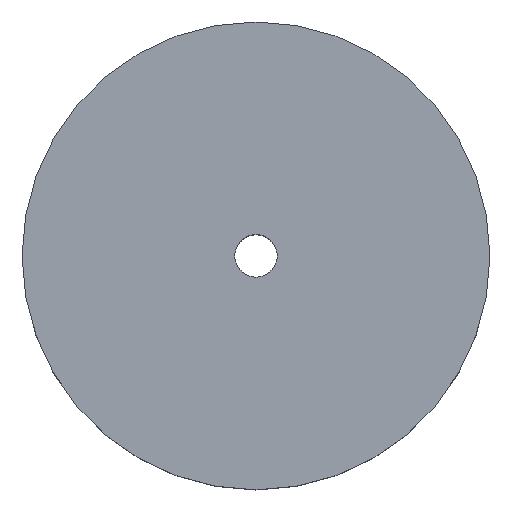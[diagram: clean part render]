
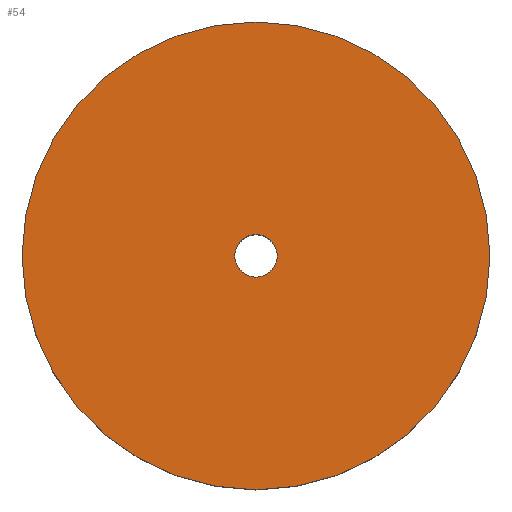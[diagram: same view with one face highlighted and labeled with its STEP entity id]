
A CAD part, top view. The second image highlights one B-rep face of the part: STEP entity #54.
In plain terms, the highlighted planar face has unit normal (0, 0, 1).
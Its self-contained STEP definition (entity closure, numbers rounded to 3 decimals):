
#2 = PLANE ( 'NONE',  #231 ) ;
#9 = CIRCLE ( 'NONE', #155, 110. ) ;
#15 = EDGE_CURVE ( 'NONE', #144, #139, #213, .T. ) ;
#18 = CARTESIAN_POINT ( 'NONE',  ( 0., 0., 50. ) ) ;
#20 = DIRECTION ( 'NONE',  ( 0., 0., 1. ) ) ;
#25 = DIRECTION ( 'NONE',  ( 0., 0., 1. ) ) ;
#34 = AXIS2_PLACEMENT_3D ( 'NONE', #105, #25, #64 ) ;
#39 = ORIENTED_EDGE ( 'NONE', *, *, #102, .T. ) ;
#43 = AXIS2_PLACEMENT_3D ( 'NONE', #62, #20, #198 ) ;
#46 = EDGE_CURVE ( 'NONE', #139, #144, #98, .T. ) ;
#47 = DIRECTION ( 'NONE',  ( 1., 0., 0. ) ) ;
#48 = ORIENTED_EDGE ( 'NONE', *, *, #46, .F. ) ;
#54 = ADVANCED_FACE ( 'NONE', ( #182, #69 ), #2, .T. ) ;
#59 = AXIS2_PLACEMENT_3D ( 'NONE', #163, #239, #146 ) ;
#60 = EDGE_LOOP ( 'NONE', ( #193, #39 ) ) ;
#62 = CARTESIAN_POINT ( 'NONE',  ( 0., 0., 50. ) ) ;
#64 = DIRECTION ( 'NONE',  ( 1., 0., 0. ) ) ;
#66 = VERTEX_POINT ( 'NONE', #220 ) ;
#69 = FACE_BOUND ( 'NONE', #199, .T. ) ;
#75 = ORIENTED_EDGE ( 'NONE', *, *, #15, .F. ) ;
#97 = DIRECTION ( 'NONE',  ( 1., 0., 0. ) ) ;
#98 = CIRCLE ( 'NONE', #34, 10. ) ;
#102 = EDGE_CURVE ( 'NONE', #66, #124, #170, .T. ) ;
#105 = CARTESIAN_POINT ( 'NONE',  ( 0., 0., 50. ) ) ;
#114 = CARTESIAN_POINT ( 'NONE',  ( 0., 0., 50. ) ) ;
#124 = VERTEX_POINT ( 'NONE', #223 ) ;
#139 = VERTEX_POINT ( 'NONE', #206 ) ;
#144 = VERTEX_POINT ( 'NONE', #208 ) ;
#146 = DIRECTION ( 'NONE',  ( 1., 0., 0. ) ) ;
#155 = AXIS2_PLACEMENT_3D ( 'NONE', #114, #167, #97 ) ;
#161 = DIRECTION ( 'NONE',  ( 0., 0., 1. ) ) ;
#163 = CARTESIAN_POINT ( 'NONE',  ( 0., 0., 50. ) ) ;
#167 = DIRECTION ( 'NONE',  ( 0., 0., 1. ) ) ;
#170 = CIRCLE ( 'NONE', #59, 110. ) ;
#176 = EDGE_CURVE ( 'NONE', #124, #66, #9, .T. ) ;
#182 = FACE_OUTER_BOUND ( 'NONE', #60, .T. ) ;
#193 = ORIENTED_EDGE ( 'NONE', *, *, #176, .T. ) ;
#198 = DIRECTION ( 'NONE',  ( 1., 0., 0. ) ) ;
#199 = EDGE_LOOP ( 'NONE', ( #48, #75 ) ) ;
#206 = CARTESIAN_POINT ( 'NONE',  ( -10., 0., 50. ) ) ;
#208 = CARTESIAN_POINT ( 'NONE',  ( 10., 0., 50. ) ) ;
#213 = CIRCLE ( 'NONE', #43, 10. ) ;
#220 = CARTESIAN_POINT ( 'NONE',  ( 110., 0., 50. ) ) ;
#223 = CARTESIAN_POINT ( 'NONE',  ( -110., 0., 50. ) ) ;
#231 = AXIS2_PLACEMENT_3D ( 'NONE', #18, #161, #47 ) ;
#239 = DIRECTION ( 'NONE',  ( 0., 0., 1. ) ) ;
